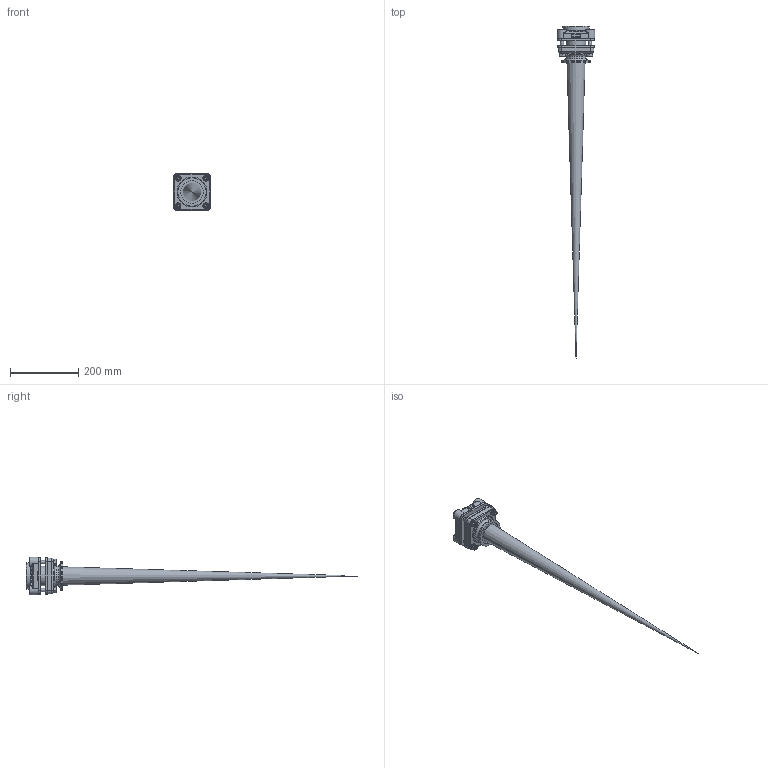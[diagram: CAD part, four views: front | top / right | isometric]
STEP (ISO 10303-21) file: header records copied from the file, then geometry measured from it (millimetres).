
FILE_DESCRIPTION(/* description */ ('2" FP MANIFOLD TANK FLANGE W/ 2-1/2" BOLTS'),/* implementation_level */ '2;1');
FILE_NAME(/* name */ 'MBF220.stp',/* time_stamp */ '2020-04-03T14:14:17-04:00',/* author */ ('ETQ'),/* organization */ (''),/* preprocessor_version */ 'ST-DEVELOPER v17',/* originating_system */ 'Autodesk Inventor 2019',/* authorisation */ '');
FILE_SCHEMA (('AUTOMOTIVE_DESIGN { 1 0 10303 214 3 1 1 }'));
Length unit declared in the file: inch
Products named in the file (11): MBF220; BF221; BF221BD; BF278; V25378X; BF220GE; BF206; BF304A; V20018; V20019; VL1004
Assembly tree (23 placements, depth 3):
  MBF220
    BF221
      BF221BD
    BF278
      V25378X
    BF220GE  x2
    BF206  x4
    BF304A  x4
    V20018  x4
    V20019  x4
    VL1004
Bounding box: 109.93 x 970.58 x 109.94 mm (x, y, z)
Volume: 545273.8 mm3; surface area: 339907.6 mm2
Topology: 21 solids, 21 shells, 1083 faces, 2804 edges, 1797 vertices
Faces by surface type: cylinder 344, cone 307, plane 291, bspline 83, torus 54, sphere 4
Full cylindrical faces by diameter (mm): 8.236 x60, 9.525 x60, 9.652 x4, 10.414 x8, 11.125 x4, 18.288 x4, 18.847 x8, 18.923 x4, 28.575 x4, 50.8 x4, 58.674 x1, 66.548 x1, 66.802 x1, 76.2 x1, 83.058 x2
Entity records: 23133 total; most frequent: CARTESIAN_POINT 9637, ORIENTED_EDGE 2832, DIRECTION 2571, EDGE_CURVE 1416, AXIS2_PLACEMENT_3D 982, VERTEX_POINT 920, EDGE_LOOP 618, LINE 607
